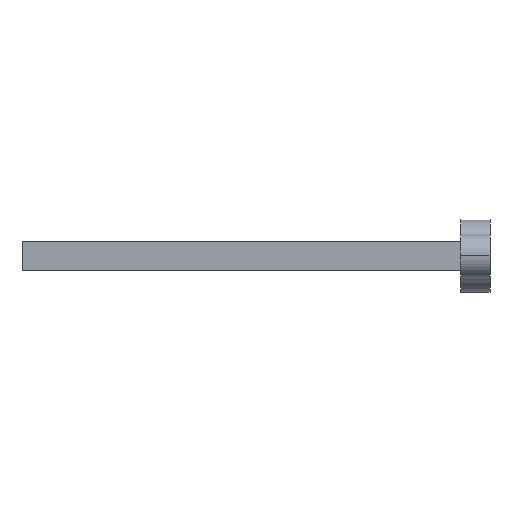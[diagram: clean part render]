
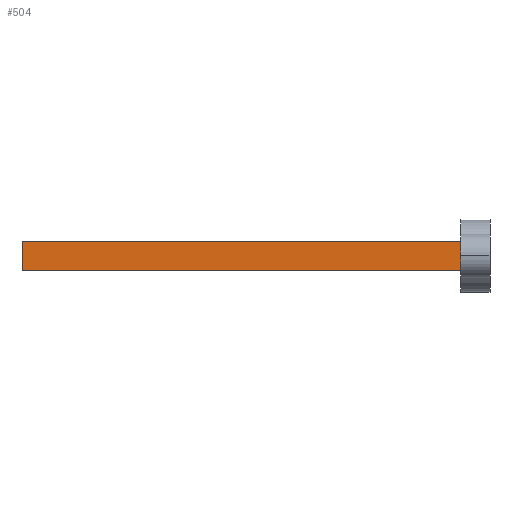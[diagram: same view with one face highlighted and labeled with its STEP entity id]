
A CAD part, front view. The second image highlights one B-rep face of the part: STEP entity #504.
In plain terms, the highlighted planar face has unit normal (0, -1, 0).
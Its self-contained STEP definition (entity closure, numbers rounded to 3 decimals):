
#421=CARTESIAN_POINT('Vertex',(5.,-10.,10.)) ;
#424=CARTESIAN_POINT('Line Origine',(5.,-10.,0.)) ;
#428=CARTESIAN_POINT('Vertex',(5.,-10.,-10.)) ;
#454=CARTESIAN_POINT('Vertex',(-300.,-10.,10.)) ;
#468=CARTESIAN_POINT('Vertex',(-300.,-10.,-10.)) ;
#471=CARTESIAN_POINT('Line Origine',(-300.,-10.,0.)) ;
#483=CARTESIAN_POINT('Axis2P3D Location',(0.,-10.,10.)) ;
#488=CARTESIAN_POINT('Line Origine',(-147.5,-10.,-10.)) ;
#493=CARTESIAN_POINT('Line Origine',(-147.5,-10.,10.)) ;
#425=DIRECTION('Vector Direction',(0.,0.,-1.)) ;
#472=DIRECTION('Vector Direction',(0.,0.,-1.)) ;
#484=DIRECTION('Axis2P3D Direction',(0.,1.,0.)) ;
#485=DIRECTION('Axis2P3D XDirection',(0.,0.,-1.)) ;
#489=DIRECTION('Vector Direction',(1.,0.,0.)) ;
#494=DIRECTION('Vector Direction',(1.,0.,0.)) ;
#486=AXIS2_PLACEMENT_3D('Plane Axis2P3D',#483,#484,#485) ;
#499=ORIENTED_EDGE('',*,*,#475,.T.) ;
#500=ORIENTED_EDGE('',*,*,#492,.T.) ;
#501=ORIENTED_EDGE('',*,*,#430,.T.) ;
#502=ORIENTED_EDGE('',*,*,#497,.F.) ;
#426=VECTOR('Line Direction',#425,1.) ;
#473=VECTOR('Line Direction',#472,1.) ;
#490=VECTOR('Line Direction',#489,1.) ;
#495=VECTOR('Line Direction',#494,1.) ;
#504=ADVANCED_FACE('PartBody',(#503),#487,.F.) ;
#430=EDGE_CURVE('',#429,#422,#427,.F.) ;
#475=EDGE_CURVE('',#455,#469,#474,.T.) ;
#492=EDGE_CURVE('',#469,#429,#491,.T.) ;
#497=EDGE_CURVE('',#455,#422,#496,.T.) ;
#498=EDGE_LOOP('',(#499,#500,#501,#502)) ;
#503=FACE_OUTER_BOUND('',#498,.T.) ;
#427=LINE('Line',#424,#426) ;
#474=LINE('Line',#471,#473) ;
#491=LINE('Line',#488,#490) ;
#496=LINE('Line',#493,#495) ;
#487=PLANE('',#486) ;
#422=VERTEX_POINT('',#421) ;
#429=VERTEX_POINT('',#428) ;
#455=VERTEX_POINT('',#454) ;
#469=VERTEX_POINT('',#468) ;
